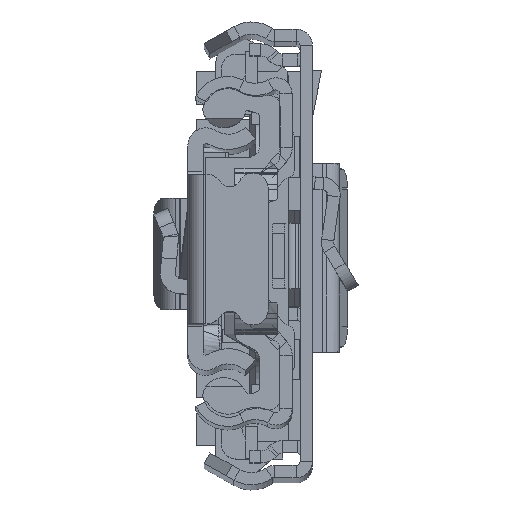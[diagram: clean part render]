
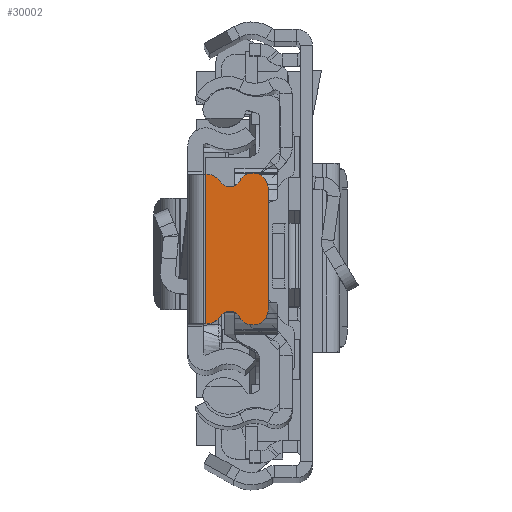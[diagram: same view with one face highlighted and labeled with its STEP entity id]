
A CAD part, top view. The second image highlights one B-rep face of the part: STEP entity #30002.
In plain terms, the highlighted planar face has unit normal (0, 0, 1).
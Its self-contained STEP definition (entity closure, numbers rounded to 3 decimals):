
#286 = LINE ( 'NONE', #33106, #23594 ) ;
#621 = CARTESIAN_POINT ( 'NONE',  ( -1.929, -7.37, 0. ) ) ;
#1448 = EDGE_CURVE ( 'NONE', #3908, #16461, #33135, .T. ) ;
#1524 = CARTESIAN_POINT ( 'NONE',  ( -1.929, -5.87, 0. ) ) ;
#1599 = CARTESIAN_POINT ( 'NONE',  ( -1.929, 7.37, 0. ) ) ;
#1742 = DIRECTION ( 'NONE',  ( 0., 0., 1. ) ) ;
#1790 = VECTOR ( 'NONE', #24164, 1000. ) ;
#2912 = DIRECTION ( 'NONE',  ( 0., 0., -1. ) ) ;
#2986 = DIRECTION ( 'NONE',  ( 0., 0., 1. ) ) ;
#3117 = DIRECTION ( 'NONE',  ( -1., 0., 0. ) ) ;
#3320 = DIRECTION ( 'NONE',  ( 1., 0., 0. ) ) ;
#3403 = ORIENTED_EDGE ( 'NONE', *, *, #30804, .T. ) ;
#3908 = VERTEX_POINT ( 'NONE', #5899 ) ;
#4503 = VERTEX_POINT ( 'NONE', #26053 ) ;
#5523 = CARTESIAN_POINT ( 'NONE',  ( -3.206, 6.658, 0. ) ) ;
#5732 = EDGE_CURVE ( 'NONE', #19318, #23739, #17389, .T. ) ;
#5899 = CARTESIAN_POINT ( 'NONE',  ( -1.75, -7.37, 0. ) ) ;
#5951 = CARTESIAN_POINT ( 'NONE',  ( -6.429, -6., 0. ) ) ;
#6978 = DIRECTION ( 'NONE',  ( 1., 0., 0. ) ) ;
#7269 = ORIENTED_EDGE ( 'NONE', *, *, #16509, .F. ) ;
#8762 = DIRECTION ( 'NONE',  ( 0., 0., 1. ) ) ;
#9193 = LINE ( 'NONE', #19905, #29304 ) ;
#9513 = FACE_OUTER_BOUND ( 'NONE', #14152, .T. ) ;
#10426 = ORIENTED_EDGE ( 'NONE', *, *, #20124, .T. ) ;
#10508 = VERTEX_POINT ( 'NONE', #5523 ) ;
#10862 = VECTOR ( 'NONE', #33314, 1000. ) ;
#10994 = CARTESIAN_POINT ( 'NONE',  ( -1.75, 7.37, 0. ) ) ;
#11110 = CIRCLE ( 'NONE', #20099, 1.5 ) ;
#12252 = CARTESIAN_POINT ( 'NONE',  ( -1.929, -7.37, 0. ) ) ;
#12587 = AXIS2_PLACEMENT_3D ( 'NONE', #21877, #2912, #13654 ) ;
#13381 = EDGE_CURVE ( 'NONE', #20234, #19318, #286, .T. ) ;
#13654 = DIRECTION ( 'NONE',  ( -1., 0., 0. ) ) ;
#14152 = EDGE_LOOP ( 'NONE', ( #7269, #24766, #27772, #10426, #23828, #30847, #17111, #17739, #3403, #17090 ) ) ;
#15768 = DIRECTION ( 'NONE',  ( 1., 0., 0. ) ) ;
#16420 = VERTEX_POINT ( 'NONE', #10994 ) ;
#16461 = VERTEX_POINT ( 'NONE', #621 ) ;
#16509 = EDGE_CURVE ( 'NONE', #16420, #3908, #16623, .T. ) ;
#16623 = LINE ( 'NONE', #27307, #1790 ) ;
#17090 = ORIENTED_EDGE ( 'NONE', *, *, #1448, .F. ) ;
#17111 = ORIENTED_EDGE ( 'NONE', *, *, #5732, .T. ) ;
#17389 = CIRCLE ( 'NONE', #34701, 1.5 ) ;
#17739 = ORIENTED_EDGE ( 'NONE', *, *, #21611, .T. ) ;
#17768 = CARTESIAN_POINT ( 'NONE',  ( -5.109, -6.713, 0. ) ) ;
#18640 = CARTESIAN_POINT ( 'NONE',  ( 292.771, 0., 0. ) ) ;
#19145 = CARTESIAN_POINT ( 'NONE',  ( -7.929, 6., 0. ) ) ;
#19251 = AXIS2_PLACEMENT_3D ( 'NONE', #29442, #31547, #15768 ) ;
#19318 = VERTEX_POINT ( 'NONE', #23798 ) ;
#19499 = EDGE_CURVE ( 'NONE', #29045, #16420, #9193, .T. ) ;
#19905 = CARTESIAN_POINT ( 'NONE',  ( -1.929, 7.37, 0. ) ) ;
#20099 = AXIS2_PLACEMENT_3D ( 'NONE', #1524, #31015, #6978 ) ;
#20124 = EDGE_CURVE ( 'NONE', #10508, #4503, #32652, .T. ) ;
#20229 = PLANE ( 'NONE',  #24544 ) ;
#20234 = VERTEX_POINT ( 'NONE', #19145 ) ;
#21566 = DIRECTION ( 'NONE',  ( -1., 0., 0. ) ) ;
#21611 = EDGE_CURVE ( 'NONE', #23739, #25883, #27721, .T. ) ;
#21877 = CARTESIAN_POINT ( 'NONE',  ( -4.142, -7.236, 0. ) ) ;
#22236 = CIRCLE ( 'NONE', #30107, 1.5 ) ;
#23594 = VECTOR ( 'NONE', #33283, 1000. ) ;
#23739 = VERTEX_POINT ( 'NONE', #17768 ) ;
#23798 = CARTESIAN_POINT ( 'NONE',  ( -7.929, -6., 0. ) ) ;
#23828 = ORIENTED_EDGE ( 'NONE', *, *, #30600, .T. ) ;
#24164 = DIRECTION ( 'NONE',  ( 0., -1., 0. ) ) ;
#24534 = DIRECTION ( 'NONE',  ( 0., 0., 1. ) ) ;
#24544 = AXIS2_PLACEMENT_3D ( 'NONE', #18640, #2986, #29175 ) ;
#24572 = CIRCLE ( 'NONE', #32983, 1.5 ) ;
#24766 = ORIENTED_EDGE ( 'NONE', *, *, #19499, .F. ) ;
#25097 = EDGE_CURVE ( 'NONE', #29045, #10508, #22236, .T. ) ;
#25144 = CARTESIAN_POINT ( 'NONE',  ( -3.206, -6.658, 0. ) ) ;
#25804 = CARTESIAN_POINT ( 'NONE',  ( -1.929, 5.87, 0. ) ) ;
#25883 = VERTEX_POINT ( 'NONE', #25144 ) ;
#26053 = CARTESIAN_POINT ( 'NONE',  ( -5.109, 6.713, 0. ) ) ;
#27307 = CARTESIAN_POINT ( 'NONE',  ( -1.75, 0., 0. ) ) ;
#27721 = CIRCLE ( 'NONE', #12587, 1.1 ) ;
#27772 = ORIENTED_EDGE ( 'NONE', *, *, #25097, .T. ) ;
#29045 = VERTEX_POINT ( 'NONE', #1599 ) ;
#29175 = DIRECTION ( 'NONE',  ( 1., 0., 0. ) ) ;
#29304 = VECTOR ( 'NONE', #30601, 1000. ) ;
#29442 = CARTESIAN_POINT ( 'NONE',  ( -4.142, 7.236, 0. ) ) ;
#30002 = ADVANCED_FACE ( 'NONE', ( #9513 ), #20229, .T. ) ;
#30107 = AXIS2_PLACEMENT_3D ( 'NONE', #25804, #1742, #21566 ) ;
#30600 = EDGE_CURVE ( 'NONE', #4503, #20234, #24572, .T. ) ;
#30601 = DIRECTION ( 'NONE',  ( 1., 0., 0. ) ) ;
#30804 = EDGE_CURVE ( 'NONE', #25883, #16461, #11110, .T. ) ;
#30847 = ORIENTED_EDGE ( 'NONE', *, *, #13381, .T. ) ;
#31015 = DIRECTION ( 'NONE',  ( 0., 0., 1. ) ) ;
#31547 = DIRECTION ( 'NONE',  ( 0., 0., -1. ) ) ;
#32652 = CIRCLE ( 'NONE', #19251, 1.1 ) ;
#32983 = AXIS2_PLACEMENT_3D ( 'NONE', #33119, #24534, #3117 ) ;
#33106 = CARTESIAN_POINT ( 'NONE',  ( -7.929, -6., 0. ) ) ;
#33119 = CARTESIAN_POINT ( 'NONE',  ( -6.429, 6., 0. ) ) ;
#33135 = LINE ( 'NONE', #12252, #10862 ) ;
#33283 = DIRECTION ( 'NONE',  ( 0., -1., 0. ) ) ;
#33314 = DIRECTION ( 'NONE',  ( -1., 0., 0. ) ) ;
#34701 = AXIS2_PLACEMENT_3D ( 'NONE', #5951, #8762, #3320 ) ;
